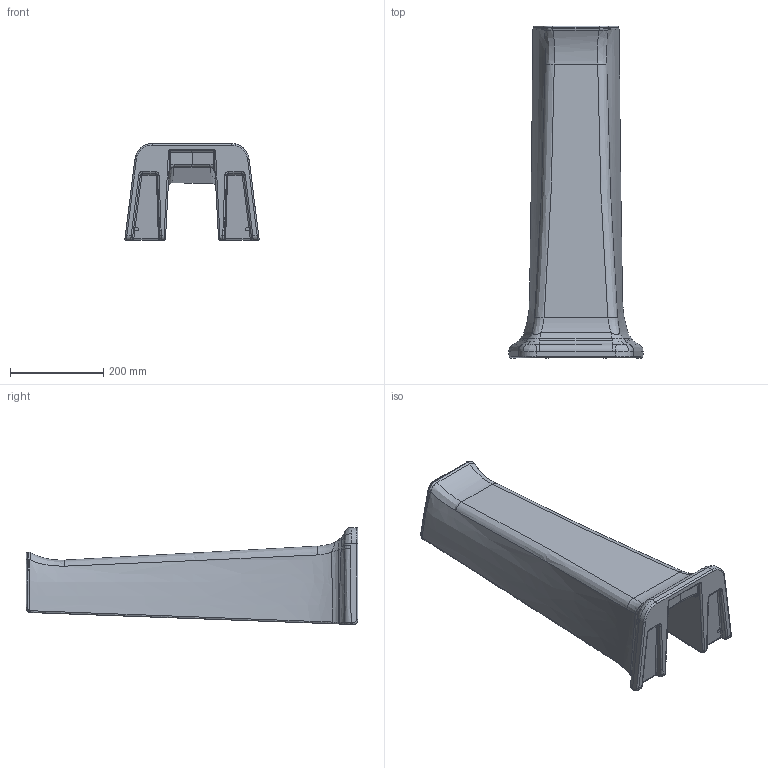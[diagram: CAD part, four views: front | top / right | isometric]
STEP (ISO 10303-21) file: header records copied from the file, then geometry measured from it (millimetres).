
FILE_DESCRIPTION (( 'STEP AP214' ), '1' );
FILE_NAME ('SOPED01_STEP_V10321.STEP', '2021-03-30T14:38:33', ( '' ), ( '' ), 'SwSTEP 2.0', 'SolidWorks 2019', '' );
FILE_SCHEMA (( 'AUTOMOTIVE_DESIGN' ));
Length unit declared in the file: millimetre
Products named in the file (1): SOPED01_STEP_V10321
Bounding box: 287.31 x 710.75 x 207.69 mm (x, y, z)
Surface area: 659193 mm2 (no closed solid volume)
Topology: 0 solids, 1 shells, 269 faces, 681 edges, 392 vertices
Faces by surface type: bspline 213, cylinder 37, plane 19
Entity records: 32080 total; most frequent: CARTESIAN_POINT 27452, ORIENTED_EDGE 1312, EDGE_CURVE 661, B_SPLINE_CURVE_WITH_KNOTS 445, DIRECTION 424, VERTEX_POINT 392, ADVANCED_FACE 269, EDGE_LOOP 269
